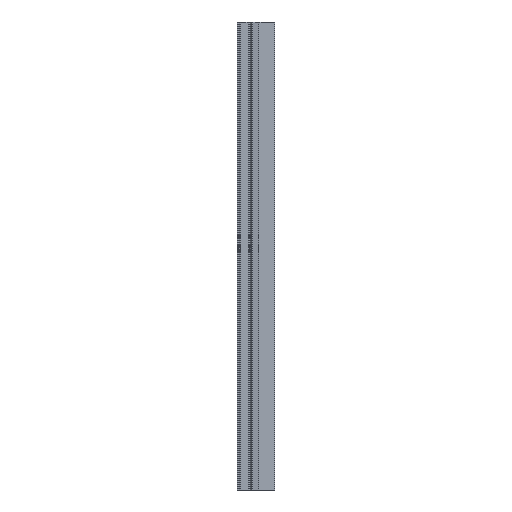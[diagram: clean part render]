
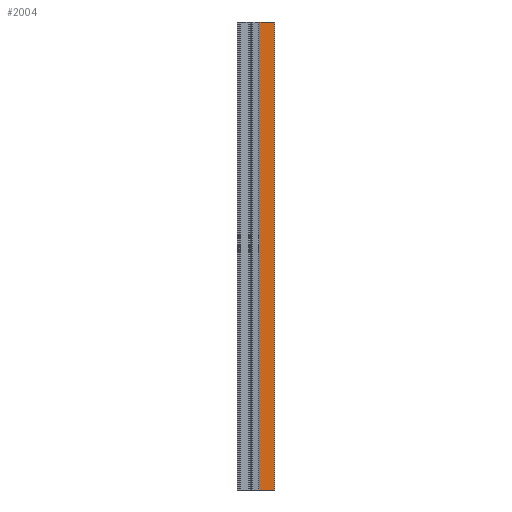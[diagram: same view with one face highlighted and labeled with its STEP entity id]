
A CAD part, left-side view. The second image highlights one B-rep face of the part: STEP entity #2004.
In plain terms, the highlighted face is planar.
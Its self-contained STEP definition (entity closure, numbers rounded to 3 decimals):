
#25 = DIRECTION ( 'NONE',  ( 0., 0., -1. ) ) ;
#33 = ORIENTED_EDGE ( 'NONE', *, *, #4629, .T. ) ;
#52 = CARTESIAN_POINT ( 'NONE',  ( 2., 1000., 14.5 ) ) ;
#145 = VERTEX_POINT ( 'NONE', #3167 ) ;
#245 = LINE ( 'NONE', #3245, #4496 ) ;
#526 = EDGE_CURVE ( 'NONE', #4958, #4780, #775, .T. ) ;
#736 = ORIENTED_EDGE ( 'NONE', *, *, #1559, .T. ) ;
#775 = LINE ( 'NONE', #3728, #3925 ) ;
#1065 = FACE_OUTER_BOUND ( 'NONE', #3317, .T. ) ;
#1133 = DIRECTION ( 'NONE',  ( 0., 0., -1. ) ) ;
#1149 = DIRECTION ( 'NONE',  ( -1., 0., 0. ) ) ;
#1264 = CARTESIAN_POINT ( 'NONE',  ( 2., 1000., 14.5 ) ) ;
#1559 = EDGE_CURVE ( 'NONE', #145, #4780, #245, .T. ) ;
#2004 = ADVANCED_FACE ( 'NONE', ( #1065 ), #3234, .F. ) ;
#2015 = CARTESIAN_POINT ( 'NONE',  ( 2., 1000., -18.68 ) ) ;
#2119 = DIRECTION ( 'NONE',  ( 0., -1., 0. ) ) ;
#2130 = LINE ( 'NONE', #52, #2507 ) ;
#2281 = EDGE_CURVE ( 'NONE', #4219, #4958, #2130, .T. ) ;
#2507 = VECTOR ( 'NONE', #25, 1000. ) ;
#2779 = DIRECTION ( 'NONE',  ( 0., -1., 0. ) ) ;
#3053 = ORIENTED_EDGE ( 'NONE', *, *, #526, .F. ) ;
#3167 = CARTESIAN_POINT ( 'NONE',  ( 2., 0., 14.5 ) ) ;
#3185 = CARTESIAN_POINT ( 'NONE',  ( 2., 1000., 14.5 ) ) ;
#3234 = PLANE ( 'NONE',  #4381 ) ;
#3245 = CARTESIAN_POINT ( 'NONE',  ( 2., 0., 14.5 ) ) ;
#3317 = EDGE_LOOP ( 'NONE', ( #736, #3053, #4841, #33 ) ) ;
#3580 = VECTOR ( 'NONE', #2119, 1000. ) ;
#3728 = CARTESIAN_POINT ( 'NONE',  ( 2., 1000., -18.68 ) ) ;
#3824 = LINE ( 'NONE', #1264, #3580 ) ;
#3925 = VECTOR ( 'NONE', #2779, 1000. ) ;
#4074 = DIRECTION ( 'NONE',  ( 0., 0., 1. ) ) ;
#4219 = VERTEX_POINT ( 'NONE', #4719 ) ;
#4381 = AXIS2_PLACEMENT_3D ( 'NONE', #3185, #1149, #4074 ) ;
#4449 = CARTESIAN_POINT ( 'NONE',  ( 2., 0., -18.68 ) ) ;
#4496 = VECTOR ( 'NONE', #1133, 1000. ) ;
#4629 = EDGE_CURVE ( 'NONE', #4219, #145, #3824, .T. ) ;
#4719 = CARTESIAN_POINT ( 'NONE',  ( 2., 1000., 14.5 ) ) ;
#4780 = VERTEX_POINT ( 'NONE', #4449 ) ;
#4841 = ORIENTED_EDGE ( 'NONE', *, *, #2281, .F. ) ;
#4958 = VERTEX_POINT ( 'NONE', #2015 ) ;
